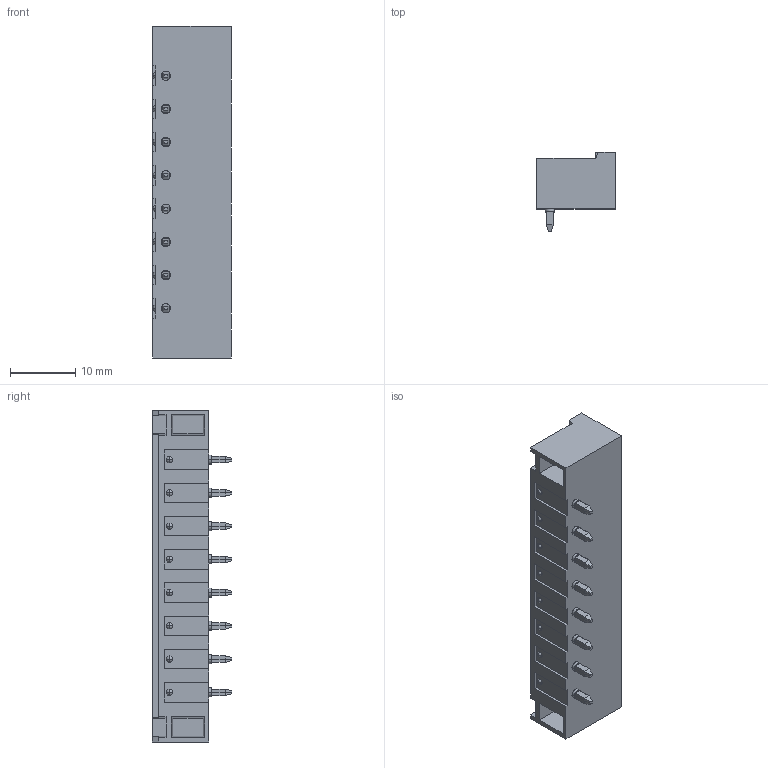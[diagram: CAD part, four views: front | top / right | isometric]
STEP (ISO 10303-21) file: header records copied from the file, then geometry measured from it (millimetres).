
FILE_DESCRIPTION(('SolidDesigner STEP Export'),'2;1');
FILE_NAME('mstba_2.5-8-5.08-lr.stp','2012-02-02T11:54:56',(''),(''),'CoCreate Modeling STEP processor for AP214 (Solid Model)','CoCreate Modeling 16.00A 16-Aug-2008 (C) Parametric Technology GmbH','');
FILE_SCHEMA(('AUTOMOTIVE_DESIGN { 1 0 10303 214 1 1 1 1 }'));
Length unit declared in the file: millimetre
Products named in the file (2): mstba_2.5-8-5.08-lr
Assembly tree (1 placements, depth 2):
  mstba_2.5-8-5.08-lr
    mstba_2.5-8-5.08-lr
Bounding box: 12 x 12.1 x 50.75 mm (x, y, z)
Volume: 2491.7 mm3; surface area: 3808 mm2
Topology: 1 solids, 1 shells, 729 faces, 1631 edges, 964 vertices
Faces by surface type: plane 613, cylinder 49, sphere 32, extrusion 19, cone 16
Entity records: 24063 total; most frequent: CARTESIAN_POINT 3647, ORIENTED_EDGE 3262, DIRECTION 2565, EDGE_CURVE 1631, VECTOR 1161, LINE 1143, VERTEX_POINT 964, EDGE_LOOP 789
